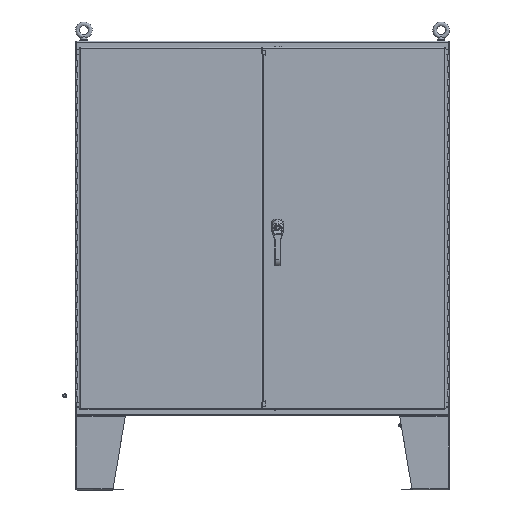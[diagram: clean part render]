
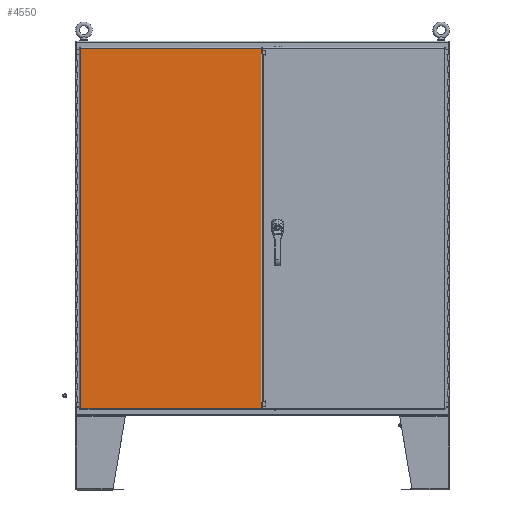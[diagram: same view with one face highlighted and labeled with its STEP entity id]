
A CAD part, top view. The second image highlights one B-rep face of the part: STEP entity #4550.
In plain terms, the highlighted planar face has unit normal (0, 0, 1).
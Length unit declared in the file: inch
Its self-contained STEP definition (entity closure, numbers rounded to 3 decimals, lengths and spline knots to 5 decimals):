
#951 = VECTOR ( 'NONE', #7966, 39.37008 ) ;
#976 = EDGE_LOOP ( 'NONE', ( #63429, #59254, #29424, #9804, #65590, #66750, #31143, #15126, #16592, #82200, #50537, #44172 ) ) ;
#1144 = VERTEX_POINT ( 'NONE', #15415 ) ;
#3364 = EDGE_CURVE ( 'NONE', #5243, #25756, #27657, .T. ) ;
#4550 = ADVANCED_FACE ( 'NONE', ( #12540 ), #38848, .F. ) ;
#4777 = VERTEX_POINT ( 'NONE', #80609 ) ;
#5243 = VERTEX_POINT ( 'NONE', #59261 ) ;
#6458 = CARTESIAN_POINT ( 'NONE',  ( 29.77147, 0.87505, 11.16033 ) ) ;
#6768 = EDGE_CURVE ( 'NONE', #6977, #4777, #77102, .T. ) ;
#6977 = VERTEX_POINT ( 'NONE', #45674 ) ;
#7096 = LINE ( 'NONE', #48477, #23184 ) ;
#7966 = DIRECTION ( 'NONE',  ( 1., 0., 0. ) ) ;
#8851 = LINE ( 'NONE', #31114, #13866 ) ;
#9804 = ORIENTED_EDGE ( 'NONE', *, *, #20141, .T. ) ;
#10044 = LINE ( 'NONE', #59718, #67060 ) ;
#11545 = CARTESIAN_POINT ( 'NONE',  ( 29.77147, 1.84355, 11.16033 ) ) ;
#12540 = FACE_OUTER_BOUND ( 'NONE', #976, .T. ) ;
#12604 = VECTOR ( 'NONE', #21202, 39.37008 ) ;
#12797 = DIRECTION ( 'NONE',  ( 0., 1., 0. ) ) ;
#13383 = DIRECTION ( 'NONE',  ( 0., 0., -1. ) ) ;
#13866 = VECTOR ( 'NONE', #75819, 39.37008 ) ;
#14489 = CARTESIAN_POINT ( 'NONE',  ( 15.14647, 1.84355, 11.16033 ) ) ;
#15126 = ORIENTED_EDGE ( 'NONE', *, *, #60175, .F. ) ;
#15138 = VERTEX_POINT ( 'NONE', #82731 ) ;
#15415 = CARTESIAN_POINT ( 'NONE',  ( 29.77147, 58.09405, 11.16033 ) ) ;
#16123 = EDGE_CURVE ( 'NONE', #65728, #1144, #7096, .T. ) ;
#16592 = ORIENTED_EDGE ( 'NONE', *, *, #6768, .F. ) ;
#16857 = VECTOR ( 'NONE', #62235, 39.37008 ) ;
#16922 = VERTEX_POINT ( 'NONE', #61419 ) ;
#17357 = EDGE_CURVE ( 'NONE', #25756, #16922, #75703, .T. ) ;
#18098 = VECTOR ( 'NONE', #28254, 39.37008 ) ;
#20141 = EDGE_CURVE ( 'NONE', #82653, #25293, #8851, .T. ) ;
#21202 = DIRECTION ( 'NONE',  ( 1., 0., 0. ) ) ;
#22016 = CARTESIAN_POINT ( 'NONE',  ( 29.74002, 1.84355, 11.16033 ) ) ;
#23184 = VECTOR ( 'NONE', #61073, 39.37008 ) ;
#24014 = CARTESIAN_POINT ( 'NONE',  ( 29.77147, 58.9376, 11.16033 ) ) ;
#25293 = VERTEX_POINT ( 'NONE', #36257 ) ;
#25756 = VERTEX_POINT ( 'NONE', #11545 ) ;
#27657 = LINE ( 'NONE', #14489, #12604 ) ;
#27665 = DIRECTION ( 'NONE',  ( 1., 0., 0. ) ) ;
#28219 = DIRECTION ( 'NONE',  ( 0., 1., 0. ) ) ;
#28254 = DIRECTION ( 'NONE',  ( 0., 1., 0. ) ) ;
#29424 = ORIENTED_EDGE ( 'NONE', *, *, #46364, .F. ) ;
#29882 = LINE ( 'NONE', #56067, #16857 ) ;
#30882 = CARTESIAN_POINT ( 'NONE',  ( 29.74022, 29.9688, 11.16033 ) ) ;
#31114 = CARTESIAN_POINT ( 'NONE',  ( 29.77147, 58.09385, 11.16033 ) ) ;
#31143 = ORIENTED_EDGE ( 'NONE', *, *, #16123, .F. ) ;
#32231 = DIRECTION ( 'NONE',  ( 0., -1., 0. ) ) ;
#32558 = EDGE_CURVE ( 'NONE', #25293, #40195, #37137, .T. ) ;
#32779 = LINE ( 'NONE', #34723, #33749 ) ;
#33749 = VECTOR ( 'NONE', #53196, 39.37008 ) ;
#34723 = CARTESIAN_POINT ( 'NONE',  ( 29.74002, 1.84375, 11.16033 ) ) ;
#36257 = CARTESIAN_POINT ( 'NONE',  ( 29.74002, 58.09385, 11.16033 ) ) ;
#37137 = LINE ( 'NONE', #79022, #18098 ) ;
#38848 = PLANE ( 'NONE',  #54839 ) ;
#40195 = VERTEX_POINT ( 'NONE', #59368 ) ;
#44172 = ORIENTED_EDGE ( 'NONE', *, *, #3364, .F. ) ;
#44954 = CARTESIAN_POINT ( 'NONE',  ( 15.14647, 29.9688, 11.16033 ) ) ;
#45674 = CARTESIAN_POINT ( 'NONE',  ( 0.64642, 1., 11.16033 ) ) ;
#45929 = LINE ( 'NONE', #79193, #951 ) ;
#46364 = EDGE_CURVE ( 'NONE', #82653, #77506, #67160, .T. ) ;
#46835 = LINE ( 'NONE', #22016, #67853 ) ;
#47895 = CARTESIAN_POINT ( 'NONE',  ( 29.74022, 1.84375, 11.16033 ) ) ;
#48477 = CARTESIAN_POINT ( 'NONE',  ( 29.77147, 0.87505, 11.16033 ) ) ;
#48515 = DIRECTION ( 'NONE',  ( -1., 0., 0. ) ) ;
#50537 = ORIENTED_EDGE ( 'NONE', *, *, #17357, .F. ) ;
#51335 = EDGE_CURVE ( 'NONE', #16922, #6977, #10044, .T. ) ;
#52188 = VECTOR ( 'NONE', #69717, 39.37008 ) ;
#53196 = DIRECTION ( 'NONE',  ( 1., 0., 0. ) ) ;
#53608 = EDGE_CURVE ( 'NONE', #15138, #77506, #32779, .T. ) ;
#54839 = AXIS2_PLACEMENT_3D ( 'NONE', #44954, #13383, #27665 ) ;
#56067 = CARTESIAN_POINT ( 'NONE',  ( 15.14647, 58.09405, 11.16033 ) ) ;
#58131 = VECTOR ( 'NONE', #12797, 39.37008 ) ;
#59254 = ORIENTED_EDGE ( 'NONE', *, *, #53608, .T. ) ;
#59261 = CARTESIAN_POINT ( 'NONE',  ( 29.74002, 1.84355, 11.16033 ) ) ;
#59368 = CARTESIAN_POINT ( 'NONE',  ( 29.74002, 58.09405, 11.16033 ) ) ;
#59718 = CARTESIAN_POINT ( 'NONE',  ( 15.14647, 1., 11.16033 ) ) ;
#60175 = EDGE_CURVE ( 'NONE', #4777, #65728, #45929, .T. ) ;
#61073 = DIRECTION ( 'NONE',  ( 0., -1., 0. ) ) ;
#61419 = CARTESIAN_POINT ( 'NONE',  ( 29.77147, 1., 11.16033 ) ) ;
#62235 = DIRECTION ( 'NONE',  ( -1., 0., 0. ) ) ;
#63429 = ORIENTED_EDGE ( 'NONE', *, *, #77666, .T. ) ;
#65590 = ORIENTED_EDGE ( 'NONE', *, *, #32558, .T. ) ;
#65617 = CARTESIAN_POINT ( 'NONE',  ( 0.64642, 29.9688, 11.16033 ) ) ;
#65728 = VERTEX_POINT ( 'NONE', #24014 ) ;
#66310 = EDGE_CURVE ( 'NONE', #1144, #40195, #29882, .T. ) ;
#66750 = ORIENTED_EDGE ( 'NONE', *, *, #66310, .F. ) ;
#66979 = CARTESIAN_POINT ( 'NONE',  ( 29.74022, 58.09385, 11.16033 ) ) ;
#67060 = VECTOR ( 'NONE', #48515, 39.37008 ) ;
#67160 = LINE ( 'NONE', #30882, #52188 ) ;
#67526 = VECTOR ( 'NONE', #32231, 39.37008 ) ;
#67853 = VECTOR ( 'NONE', #28219, 39.37008 ) ;
#69717 = DIRECTION ( 'NONE',  ( 0., -1., 0. ) ) ;
#75703 = LINE ( 'NONE', #6458, #67526 ) ;
#75819 = DIRECTION ( 'NONE',  ( -1., 0., 0. ) ) ;
#77102 = LINE ( 'NONE', #65617, #58131 ) ;
#77506 = VERTEX_POINT ( 'NONE', #47895 ) ;
#77666 = EDGE_CURVE ( 'NONE', #5243, #15138, #46835, .T. ) ;
#79022 = CARTESIAN_POINT ( 'NONE',  ( 29.74002, 58.09385, 11.16033 ) ) ;
#79193 = CARTESIAN_POINT ( 'NONE',  ( 15.14647, 58.9376, 11.16033 ) ) ;
#80609 = CARTESIAN_POINT ( 'NONE',  ( 0.64642, 58.9376, 11.16033 ) ) ;
#82200 = ORIENTED_EDGE ( 'NONE', *, *, #51335, .F. ) ;
#82653 = VERTEX_POINT ( 'NONE', #66979 ) ;
#82731 = CARTESIAN_POINT ( 'NONE',  ( 29.74002, 1.84375, 11.16033 ) ) ;
